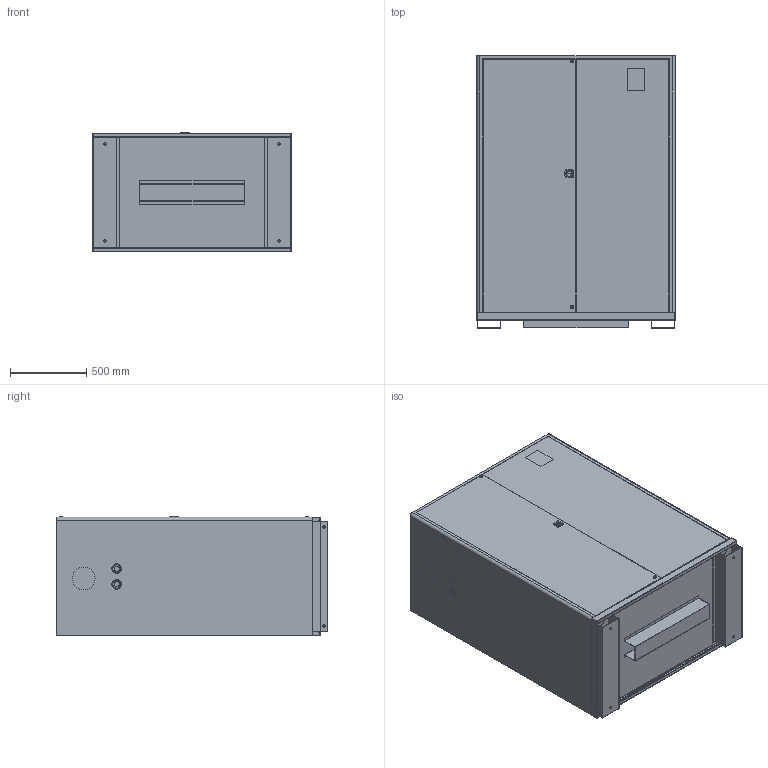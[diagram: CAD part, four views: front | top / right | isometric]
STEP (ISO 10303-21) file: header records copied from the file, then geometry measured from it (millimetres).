
FILE_DESCRIPTION (( 'STEP AP214' ), '1' );
FILE_NAME ('INV1D.STEP', '2025-09-12T21:15:15', ( '' ), ( '' ), 'SwSTEP 2.0', 'SolidWorks 2016', '' );
FILE_SCHEMA (( 'AUTOMOTIVE_DESIGN' ));
Length unit declared in the file: inch
Products named in the file (5): Base51; WR Pull Handle; INV1D; INV1D Item 1; WR Lock01
Assembly tree (5 placements, depth 2):
  INV1D
    Base51
    INV1D Item 1
    WR Pull Handle
    WR Lock01  x2
Bounding box: 1295.4 x 1778 x 781.09 mm (x, y, z)
Volume: 1687319452.2 mm3; surface area: 13279050 mm2
Topology: 12 solids, 12 shells, 346 faces, 750 edges, 478 vertices
Faces by surface type: plane 181, cylinder 155, bspline 6, cone 4
Entity records: 9558 total; most frequent: CARTESIAN_POINT 1720, DIRECTION 1677, ORIENTED_EDGE 1440, EDGE_CURVE 720, AXIS2_PLACEMENT_3D 633, VERTEX_POINT 458, LINE 411, VECTOR 411
